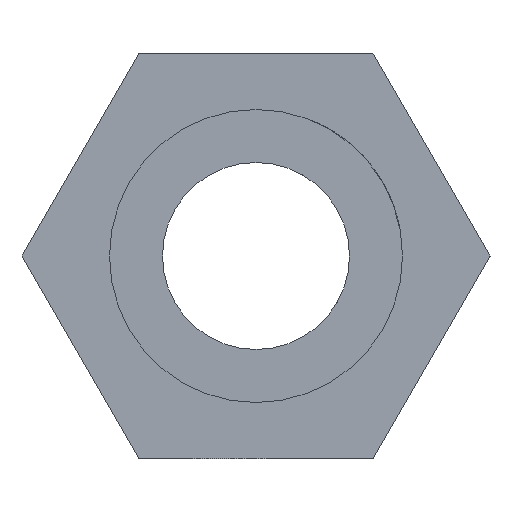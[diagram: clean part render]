
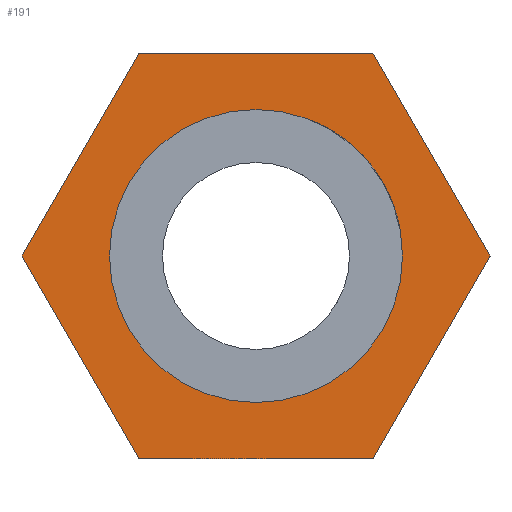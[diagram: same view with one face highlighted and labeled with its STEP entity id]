
A CAD part, left-side view. The second image highlights one B-rep face of the part: STEP entity #191.
In plain terms, the highlighted planar face has unit normal (-1, 0, 0).
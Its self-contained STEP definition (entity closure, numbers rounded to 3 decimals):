
#25 = CARTESIAN_POINT ( 'NONE',  ( 14., 0., 4.7 ) ) ;
#54 = CARTESIAN_POINT ( 'NONE',  ( 14., -7.506, 0. ) ) ;
#191 = ADVANCED_FACE ( 'NONE', ( #1803, #4229 ), #5043, .F. ) ;
#205 = AXIS2_PLACEMENT_3D ( 'NONE', #867, #4044, #2430 ) ;
#209 = CIRCLE ( 'NONE', #2895, 4.7 ) ;
#272 = VERTEX_POINT ( 'NONE', #349 ) ;
#349 = CARTESIAN_POINT ( 'NONE',  ( 14., 3.753, 6.5 ) ) ;
#351 = CARTESIAN_POINT ( 'NONE',  ( 14., -3.753, 6.5 ) ) ;
#500 = VERTEX_POINT ( 'NONE', #2803 ) ;
#513 = DIRECTION ( 'NONE',  ( 0., -1., 0. ) ) ;
#562 = CARTESIAN_POINT ( 'NONE',  ( 14., -3.753, 6.5 ) ) ;
#600 = VERTEX_POINT ( 'NONE', #562 ) ;
#642 = DIRECTION ( 'NONE',  ( -1., 0., 0. ) ) ;
#751 = VERTEX_POINT ( 'NONE', #4348 ) ;
#867 = CARTESIAN_POINT ( 'NONE',  ( 14., 0., 0. ) ) ;
#962 = CARTESIAN_POINT ( 'NONE',  ( 14., 0., 0. ) ) ;
#963 = EDGE_CURVE ( 'NONE', #600, #1597, #3575, .T. ) ;
#1002 = VECTOR ( 'NONE', #2765, 1000. ) ;
#1052 = EDGE_CURVE ( 'NONE', #1597, #3614, #2897, .T. ) ;
#1173 = VERTEX_POINT ( 'NONE', #25 ) ;
#1245 = VECTOR ( 'NONE', #1275, 1000. ) ;
#1275 = DIRECTION ( 'NONE',  ( 0., 0.5, -0.866 ) ) ;
#1344 = DIRECTION ( 'NONE',  ( 0., 0.5, 0.866 ) ) ;
#1372 = LINE ( 'NONE', #4150, #4970 ) ;
#1423 = ORIENTED_EDGE ( 'NONE', *, *, #2644, .F. ) ;
#1597 = VERTEX_POINT ( 'NONE', #4688 ) ;
#1649 = CARTESIAN_POINT ( 'NONE',  ( 14., -3.753, -6.5 ) ) ;
#1761 = AXIS2_PLACEMENT_3D ( 'NONE', #962, #4639, #4254 ) ;
#1797 = ORIENTED_EDGE ( 'NONE', *, *, #3198, .F. ) ;
#1798 = ORIENTED_EDGE ( 'NONE', *, *, #4288, .F. ) ;
#1803 = FACE_BOUND ( 'NONE', #4643, .T. ) ;
#1853 = CIRCLE ( 'NONE', #205, 4.7 ) ;
#1854 = LINE ( 'NONE', #3124, #4439 ) ;
#1981 = DIRECTION ( 'NONE',  ( 0., -0.5, -0.866 ) ) ;
#2092 = DIRECTION ( 'NONE',  ( 0., 1., 0. ) ) ;
#2197 = ORIENTED_EDGE ( 'NONE', *, *, #2211, .F. ) ;
#2211 = EDGE_CURVE ( 'NONE', #272, #600, #1854, .T. ) ;
#2235 = CARTESIAN_POINT ( 'NONE',  ( 14., 0., 0. ) ) ;
#2418 = CARTESIAN_POINT ( 'NONE',  ( 14., 7.506, 0. ) ) ;
#2430 = DIRECTION ( 'NONE',  ( 0., 0., 1. ) ) ;
#2587 = ORIENTED_EDGE ( 'NONE', *, *, #963, .F. ) ;
#2644 = EDGE_CURVE ( 'NONE', #751, #1173, #1853, .T. ) ;
#2765 = DIRECTION ( 'NONE',  ( 0., -0.5, 0.866 ) ) ;
#2803 = CARTESIAN_POINT ( 'NONE',  ( 14., 3.753, -6.5 ) ) ;
#2883 = VECTOR ( 'NONE', #1981, 1000. ) ;
#2891 = CARTESIAN_POINT ( 'NONE',  ( 14., 7.506, 0. ) ) ;
#2895 = AXIS2_PLACEMENT_3D ( 'NONE', #2235, #642, #3882 ) ;
#2897 = LINE ( 'NONE', #54, #1245 ) ;
#2982 = EDGE_CURVE ( 'NONE', #1173, #751, #209, .T. ) ;
#3124 = CARTESIAN_POINT ( 'NONE',  ( 14., 3.753, 6.5 ) ) ;
#3198 = EDGE_CURVE ( 'NONE', #500, #3550, #1372, .T. ) ;
#3298 = ORIENTED_EDGE ( 'NONE', *, *, #1052, .F. ) ;
#3342 = EDGE_CURVE ( 'NONE', #3614, #500, #4111, .T. ) ;
#3550 = VERTEX_POINT ( 'NONE', #2891 ) ;
#3575 = LINE ( 'NONE', #351, #2883 ) ;
#3614 = VERTEX_POINT ( 'NONE', #1649 ) ;
#3637 = LINE ( 'NONE', #2418, #1002 ) ;
#3882 = DIRECTION ( 'NONE',  ( 0., 0., 1. ) ) ;
#4010 = VECTOR ( 'NONE', #2092, 1000. ) ;
#4044 = DIRECTION ( 'NONE',  ( -1., 0., 0. ) ) ;
#4111 = LINE ( 'NONE', #4461, #4010 ) ;
#4150 = CARTESIAN_POINT ( 'NONE',  ( 14., 3.753, -6.5 ) ) ;
#4229 = FACE_OUTER_BOUND ( 'NONE', #4236, .T. ) ;
#4236 = EDGE_LOOP ( 'NONE', ( #1797, #5013, #3298, #2587, #2197, #1798 ) ) ;
#4254 = DIRECTION ( 'NONE',  ( 0., 0., -1. ) ) ;
#4288 = EDGE_CURVE ( 'NONE', #3550, #272, #3637, .T. ) ;
#4348 = CARTESIAN_POINT ( 'NONE',  ( 14., 0., -4.7 ) ) ;
#4439 = VECTOR ( 'NONE', #513, 1000. ) ;
#4461 = CARTESIAN_POINT ( 'NONE',  ( 14., -3.753, -6.5 ) ) ;
#4639 = DIRECTION ( 'NONE',  ( 1., 0., 0. ) ) ;
#4643 = EDGE_LOOP ( 'NONE', ( #5156, #1423 ) ) ;
#4688 = CARTESIAN_POINT ( 'NONE',  ( 14., -7.506, 0. ) ) ;
#4970 = VECTOR ( 'NONE', #1344, 1000. ) ;
#5013 = ORIENTED_EDGE ( 'NONE', *, *, #3342, .F. ) ;
#5043 = PLANE ( 'NONE',  #1761 ) ;
#5156 = ORIENTED_EDGE ( 'NONE', *, *, #2982, .F. ) ;
